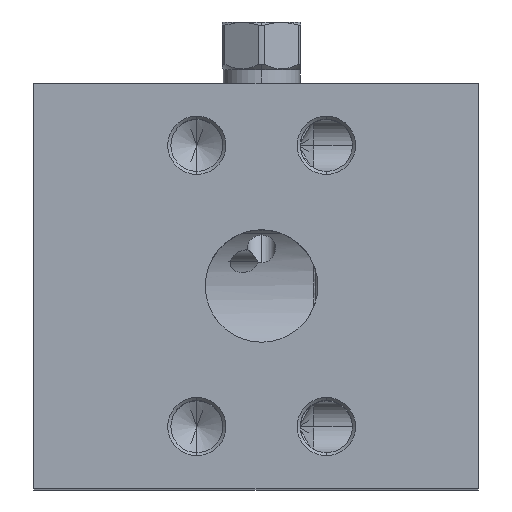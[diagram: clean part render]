
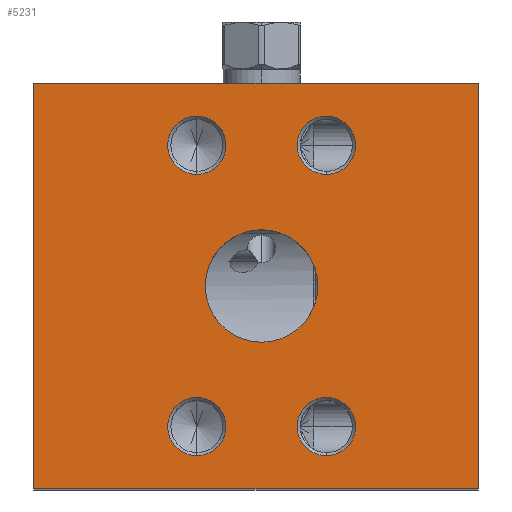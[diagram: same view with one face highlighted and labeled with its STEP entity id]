
A CAD part, top view. The second image highlights one B-rep face of the part: STEP entity #5231.
In plain terms, the highlighted planar face has unit normal (0, 0, 1).
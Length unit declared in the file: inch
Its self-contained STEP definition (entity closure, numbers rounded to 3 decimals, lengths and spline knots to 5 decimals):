
#253=DIRECTION('',(0.,-1.,0.));
#254=VECTOR('',#253,4.5);
#255=CARTESIAN_POINT('',(0.,0.,9.031));
#256=LINE('',#255,#254);
#257=DIRECTION('',(-1.,0.,0.));
#258=VECTOR('',#257,4.938);
#259=CARTESIAN_POINT('',(4.938,0.,9.031));
#260=LINE('',#259,#258);
#261=DIRECTION('',(0.,1.,0.));
#262=VECTOR('',#261,4.5);
#263=CARTESIAN_POINT('',(4.938,-4.5,9.031));
#264=LINE('',#263,#262);
#265=DIRECTION('',(1.,0.,0.));
#266=VECTOR('',#265,4.938);
#267=CARTESIAN_POINT('',(0.,-4.5,9.031));
#268=LINE('',#267,#266);
#269=CARTESIAN_POINT('',(1.812,-3.812,9.031));
#270=DIRECTION('',(0.,0.,-1.));
#271=DIRECTION('',(0.,1.,0.));
#272=AXIS2_PLACEMENT_3D('',#269,#270,#271);
#274=CARTESIAN_POINT('',(1.812,-3.812,9.031));
#275=DIRECTION('',(0.,0.,-1.));
#276=DIRECTION('',(0.,-1.,0.));
#277=AXIS2_PLACEMENT_3D('',#274,#275,#276);
#279=CARTESIAN_POINT('',(3.25,-3.812,9.031));
#280=DIRECTION('',(0.,0.,-1.));
#281=DIRECTION('',(0.,1.,0.));
#282=AXIS2_PLACEMENT_3D('',#279,#280,#281);
#284=CARTESIAN_POINT('',(3.25,-3.812,9.031));
#285=DIRECTION('',(0.,0.,-1.));
#286=DIRECTION('',(0.,-1.,0.));
#287=AXIS2_PLACEMENT_3D('',#284,#285,#286);
#289=CARTESIAN_POINT('',(3.25,-0.688,9.031));
#290=DIRECTION('',(0.,0.,-1.));
#291=DIRECTION('',(0.,1.,0.));
#292=AXIS2_PLACEMENT_3D('',#289,#290,#291);
#294=CARTESIAN_POINT('',(3.25,-0.688,9.031));
#295=DIRECTION('',(0.,0.,-1.));
#296=DIRECTION('',(0.,-1.,0.));
#297=AXIS2_PLACEMENT_3D('',#294,#295,#296);
#299=CARTESIAN_POINT('',(1.812,-0.688,9.031));
#300=DIRECTION('',(0.,0.,-1.));
#301=DIRECTION('',(0.,1.,0.));
#302=AXIS2_PLACEMENT_3D('',#299,#300,#301);
#304=CARTESIAN_POINT('',(1.812,-0.688,9.031));
#305=DIRECTION('',(0.,0.,-1.));
#306=DIRECTION('',(0.,-1.,0.));
#307=AXIS2_PLACEMENT_3D('',#304,#305,#306);
#309=CARTESIAN_POINT('',(2.531,-2.25,9.031));
#310=DIRECTION('',(0.,0.,-1.));
#311=DIRECTION('',(-1.,0.,0.));
#312=AXIS2_PLACEMENT_3D('',#309,#310,#311);
#314=CARTESIAN_POINT('',(2.531,-2.25,9.031));
#315=DIRECTION('',(0.,0.,-1.));
#316=DIRECTION('',(1.,0.,0.));
#317=AXIS2_PLACEMENT_3D('',#314,#315,#316);
#4288=CARTESIAN_POINT('',(0.,0.,9.031));
#4289=CARTESIAN_POINT('',(0.,-4.5,9.031));
#4290=VERTEX_POINT('',#4288);
#4291=VERTEX_POINT('',#4289);
#4292=CARTESIAN_POINT('',(4.938,-4.5,9.031));
#4293=VERTEX_POINT('',#4292);
#4294=CARTESIAN_POINT('',(4.938,0.,9.031));
#4295=VERTEX_POINT('',#4294);
#4409=CARTESIAN_POINT('',(1.812,-3.4885,9.031));
#4411=VERTEX_POINT('',#4409);
#4415=CARTESIAN_POINT('',(1.812,-4.1355,9.031));
#4417=VERTEX_POINT('',#4415);
#4429=CARTESIAN_POINT('',(3.25,-3.4885,9.031));
#4431=VERTEX_POINT('',#4429);
#4433=CARTESIAN_POINT('',(3.25,-4.1355,9.031));
#4435=VERTEX_POINT('',#4433);
#4449=CARTESIAN_POINT('',(3.25,-0.3645,9.031));
#4451=VERTEX_POINT('',#4449);
#4453=CARTESIAN_POINT('',(3.25,-1.0115,9.031));
#4455=VERTEX_POINT('',#4453);
#4475=CARTESIAN_POINT('',(1.812,-0.3645,
9.031));
#4477=VERTEX_POINT('',#4475);
#4481=CARTESIAN_POINT('',(1.812,-1.0115,9.031));
#4483=VERTEX_POINT('',#4481);
#4495=CARTESIAN_POINT('',(1.906,-2.25,9.031));
#4496=CARTESIAN_POINT('',(3.156,-2.25,9.031));
#4497=VERTEX_POINT('',#4495);
#4498=VERTEX_POINT('',#4496);
#5190=CARTESIAN_POINT('',(0.,0.,9.031));
#5191=DIRECTION('',(0.,0.,1.));
#5192=DIRECTION('',(1.,0.,0.));
#5193=AXIS2_PLACEMENT_3D('',#5190,#5191,#5192);
#5194=PLANE('',#5193);
#5195=ORIENTED_EDGE('',*,*,#5040,.F.);
#5196=ORIENTED_EDGE('',*,*,#5067,.F.);
#5197=ORIENTED_EDGE('',*,*,#5087,.F.);
#5198=ORIENTED_EDGE('',*,*,#5160,.F.);
#5199=EDGE_LOOP('',(#5195,#5196,#5197,#5198));
#5200=FACE_OUTER_BOUND('',#5199,.F.);
#5202=ORIENTED_EDGE('',*,*,#5201,.F.);
#5204=ORIENTED_EDGE('',*,*,#5203,.F.);
#5205=EDGE_LOOP('',(#5202,#5204));
#5206=FACE_BOUND('',#5205,.F.);
#5208=ORIENTED_EDGE('',*,*,#5207,.F.);
#5210=ORIENTED_EDGE('',*,*,#5209,.F.);
#5211=EDGE_LOOP('',(#5208,#5210));
#5212=FACE_BOUND('',#5211,.F.);
#5214=ORIENTED_EDGE('',*,*,#5213,.F.);
#5216=ORIENTED_EDGE('',*,*,#5215,.F.);
#5217=EDGE_LOOP('',(#5214,#5216));
#5218=FACE_BOUND('',#5217,.F.);
#5220=ORIENTED_EDGE('',*,*,#5219,.F.);
#5222=ORIENTED_EDGE('',*,*,#5221,.F.);
#5223=EDGE_LOOP('',(#5220,#5222));
#5224=FACE_BOUND('',#5223,.F.);
#5226=ORIENTED_EDGE('',*,*,#5225,.F.);
#5228=ORIENTED_EDGE('',*,*,#5227,.F.);
#5229=EDGE_LOOP('',(#5226,#5228));
#5230=FACE_BOUND('',#5229,.F.);
#5231=ADVANCED_FACE('',(#5200,#5206,#5212,#5218,#5224,#5230),#5194,.T.);
#273=CIRCLE('',#272,0.3235);
#278=CIRCLE('',#277,0.3235);
#283=CIRCLE('',#282,0.3235);
#288=CIRCLE('',#287,0.3235);
#293=CIRCLE('',#292,0.3235);
#298=CIRCLE('',#297,0.3235);
#303=CIRCLE('',#302,0.3235);
#308=CIRCLE('',#307,0.3235);
#313=CIRCLE('',#312,0.625);
#318=CIRCLE('',#317,0.625);
#5040=EDGE_CURVE('',#4290,#4291,#256,.T.);
#5067=EDGE_CURVE('',#4295,#4290,#260,.T.);
#5087=EDGE_CURVE('',#4293,#4295,#264,.T.);
#5160=EDGE_CURVE('',#4291,#4293,#268,.T.);
#5201=EDGE_CURVE('',#4411,#4417,#273,.T.);
#5203=EDGE_CURVE('',#4417,#4411,#278,.T.);
#5207=EDGE_CURVE('',#4431,#4435,#283,.T.);
#5209=EDGE_CURVE('',#4435,#4431,#288,.T.);
#5213=EDGE_CURVE('',#4451,#4455,#293,.T.);
#5215=EDGE_CURVE('',#4455,#4451,#298,.T.);
#5219=EDGE_CURVE('',#4477,#4483,#303,.T.);
#5221=EDGE_CURVE('',#4483,#4477,#308,.T.);
#5225=EDGE_CURVE('',#4497,#4498,#313,.T.);
#5227=EDGE_CURVE('',#4498,#4497,#318,.T.);
